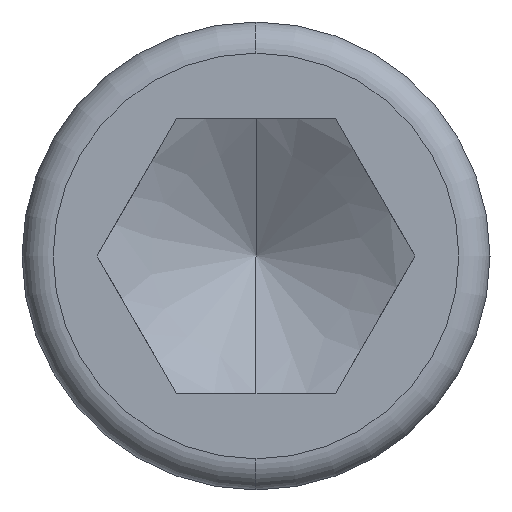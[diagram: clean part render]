
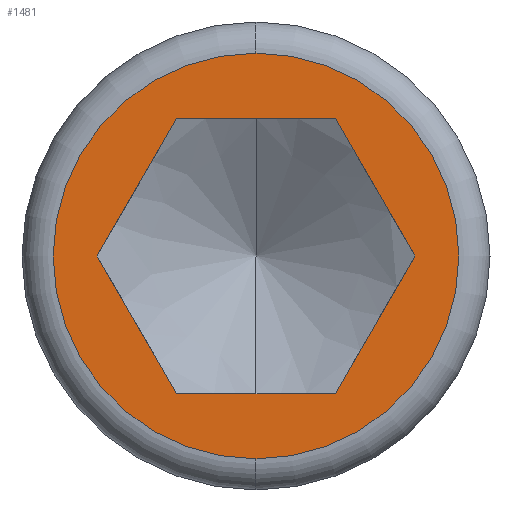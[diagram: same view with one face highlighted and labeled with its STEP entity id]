
A CAD part, left-side view. The second image highlights one B-rep face of the part: STEP entity #1481.
In plain terms, the highlighted planar face has unit normal (-1, 0, 0).
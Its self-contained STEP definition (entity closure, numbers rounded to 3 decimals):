
#543=VERTEX_POINT('',#1577);
#583=EDGE_CURVE('',#1329,#1041,#1623,.T.);
#639=VERTEX_POINT('',#1690);
#895=EDGE_CURVE('',#1291,#543,#1976,.T.);
#897=EDGE_CURVE('',#543,#1017,#1978,.T.);
#1017=VERTEX_POINT('',#2115);
#1041=VERTEX_POINT('',#2139);
#1083=EDGE_CURVE('',#1017,#1293,#2184,.T.);
#1151=EDGE_CURVE('',#1041,#1329,#2263,.T.);
#1291=VERTEX_POINT('',#2421);
#1293=VERTEX_POINT('',#2423);
#1317=EDGE_CURVE('',#1503,#1291,#2450,.T.);
#1329=VERTEX_POINT('',#2463);
#1387=EDGE_CURVE('',#639,#1503,#2527,.T.);
#1481=ADVANCED_FACE('',(#2634,#2635),#2636,.T.);
#1503=VERTEX_POINT('',#2660);
#1531=EDGE_CURVE('',#1293,#639,#2689,.T.);
#1577=CARTESIAN_POINT('',(-16.,-8.15,0.));
#1623=CIRCLE('',#2781,10.4);
#1690=CARTESIAN_POINT('',(-16.,8.15,0.));
#1976=LINE('',#3243,#3244);
#1978=LINE('',#3247,#3248);
#2115=CARTESIAN_POINT('',(-16.,-4.075,-7.058));
#2139=CARTESIAN_POINT('',(-16.,0.,10.4));
#2184=LINE('',#3533,#3534);
#2263=CIRCLE('',#3640,10.4);
#2421=CARTESIAN_POINT('',(-16.,-4.075,7.058));
#2423=CARTESIAN_POINT('',(-16.,4.075,-7.058));
#2450=LINE('',#3911,#3912);
#2463=CARTESIAN_POINT('',(-16.,0.,-10.4));
#2527=LINE('',#4006,#4007);
#2634=FACE_OUTER_BOUND('',#4146,.T.);
#2635=FACE_BOUND('',#4147,.T.);
#2636=PLANE('',#4148);
#2660=CARTESIAN_POINT('',(-16.,4.075,7.058));
#2689=LINE('',#4237,#4238);
#2781=AXIS2_PLACEMENT_3D('',#4337,#4338,#4339);
#3243=CARTESIAN_POINT('',(-16.,-7.131,1.765));
#3244=VECTOR('',#4868,1.0);
#3247=CARTESIAN_POINT('',(-16.,-5.094,-5.294));
#3248=VECTOR('',#4869,1.0);
#3533=CARTESIAN_POINT('',(-16.,2.037,-7.058));
#3534=VECTOR('',#5119,1.0);
#3640=AXIS2_PLACEMENT_3D('',#5241,#5242,#5243);
#3911=CARTESIAN_POINT('',(-16.,-2.038,7.058));
#3912=VECTOR('',#5487,1.0);
#4006=CARTESIAN_POINT('',(-16.,5.094,5.294));
#4007=VECTOR('',#5578,1.0);
#4146=EDGE_LOOP('',(#5727,#5728));
#4147=EDGE_LOOP('',(#5729,#5730,#5731,#5732,#5733,#5734));
#4148=AXIS2_PLACEMENT_3D('',#5735,#5736,#5737);
#4237=CARTESIAN_POINT('',(-16.,7.131,-1.765));
#4238=VECTOR('',#5787,1.0);
#4337=CARTESIAN_POINT('',(-16.,0.,0.));
#4338=DIRECTION('',(1.0,0.,0.));
#4339=DIRECTION('',(0.,0.,-1.0));
#4868=DIRECTION('',(0.0,-0.5,-0.866));
#4869=DIRECTION('',(0.0,0.5,-0.866));
#5119=DIRECTION('',(0.0,1.0,0.0));
#5241=CARTESIAN_POINT('',(-16.,0.,0.));
#5242=DIRECTION('',(1.0,0.,0.));
#5243=DIRECTION('',(0.,0.,-1.0));
#5487=DIRECTION('',(0.0,-1.0,0.0));
#5578=DIRECTION('',(0.0,-0.5,0.866));
#5727=ORIENTED_EDGE('',*,*,#583,.F.);
#5728=ORIENTED_EDGE('',*,*,#1151,.F.);
#5729=ORIENTED_EDGE('',*,*,#1387,.T.);
#5730=ORIENTED_EDGE('',*,*,#1317,.T.);
#5731=ORIENTED_EDGE('',*,*,#895,.T.);
#5732=ORIENTED_EDGE('',*,*,#897,.T.);
#5733=ORIENTED_EDGE('',*,*,#1083,.T.);
#5734=ORIENTED_EDGE('',*,*,#1531,.T.);
#5735=CARTESIAN_POINT('',(-16.,0.,-9.275));
#5736=DIRECTION('',(-1.0,0.,0.));
#5737=DIRECTION('',(0.,0.,1.0));
#5787=DIRECTION('',(0.0,0.5,0.866));
